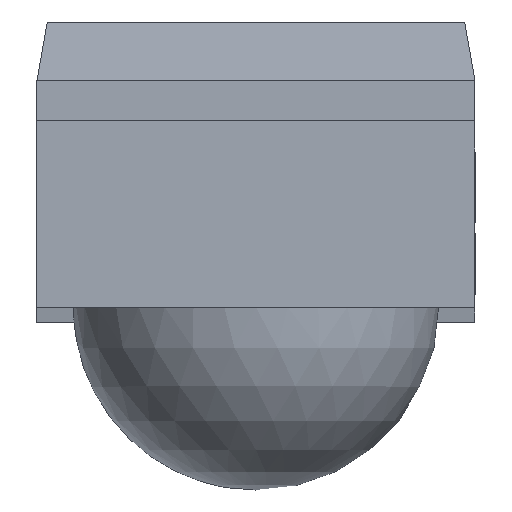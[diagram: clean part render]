
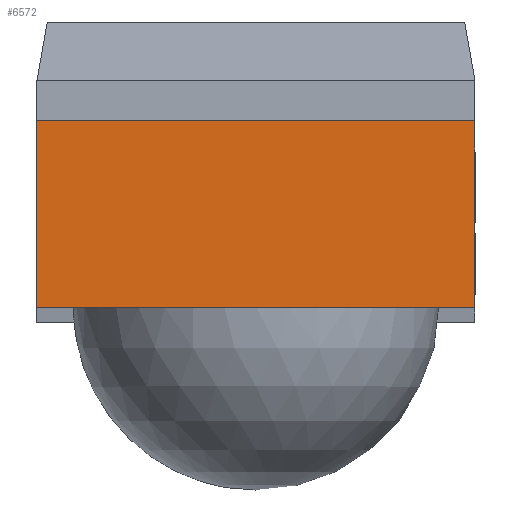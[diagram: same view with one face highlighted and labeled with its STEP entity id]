
A CAD part, top view. The second image highlights one B-rep face of the part: STEP entity #6572.
In plain terms, the highlighted planar face has unit normal (0, 0, 1).
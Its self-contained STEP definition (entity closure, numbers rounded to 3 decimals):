
#224 = DIRECTION ( 'NONE',  ( 0., 1., 0. ) ) ;
#696 = VECTOR ( 'NONE', #224, 1000. ) ;
#745 = ORIENTED_EDGE ( 'NONE', *, *, #3408, .T. ) ;
#1422 = VERTEX_POINT ( 'NONE', #2400 ) ;
#2400 = CARTESIAN_POINT ( 'NONE',  ( 3., -2.55, 3.475 ) ) ;
#2729 = VECTOR ( 'NONE', #2890, 1000. ) ;
#2890 = DIRECTION ( 'NONE',  ( 1., 0., 0. ) ) ;
#3408 = EDGE_CURVE ( 'NONE', #1422, #10269, #14486, .T. ) ;
#3708 = EDGE_CURVE ( 'NONE', #16747, #14423, #23573, .T. ) ;
#3852 = EDGE_CURVE ( 'NONE', #16747, #1422, #12544, .T. ) ;
#5111 = DIRECTION ( 'NONE',  ( 1., 0., 0. ) ) ;
#6572 = ADVANCED_FACE ( 'NONE', ( #22456 ), #20395, .T. ) ;
#6960 = DIRECTION ( 'NONE',  ( 1., 0., 0. ) ) ;
#9993 = CARTESIAN_POINT ( 'NONE',  ( -3., -2.55, 3.475 ) ) ;
#10269 = VERTEX_POINT ( 'NONE', #15588 ) ;
#10326 = VECTOR ( 'NONE', #6960, 1000. ) ;
#10523 = CARTESIAN_POINT ( 'NONE',  ( 3., -2.55, 3.475 ) ) ;
#11382 = ORIENTED_EDGE ( 'NONE', *, *, #3852, .T. ) ;
#12544 = LINE ( 'NONE', #20477, #2729 ) ;
#14113 = AXIS2_PLACEMENT_3D ( 'NONE', #22687, #22806, #5111 ) ;
#14423 = VERTEX_POINT ( 'NONE', #17077 ) ;
#14486 = LINE ( 'NONE', #10523, #24016 ) ;
#15588 = CARTESIAN_POINT ( 'NONE',  ( 3., 0., 3.475 ) ) ;
#16747 = VERTEX_POINT ( 'NONE', #18854 ) ;
#17077 = CARTESIAN_POINT ( 'NONE',  ( -3., 0., 3.475 ) ) ;
#18673 = DIRECTION ( 'NONE',  ( 0., 1., 0. ) ) ;
#18854 = CARTESIAN_POINT ( 'NONE',  ( -3., -2.55, 3.475 ) ) ;
#19768 = ORIENTED_EDGE ( 'NONE', *, *, #3708, .F. ) ;
#20395 = PLANE ( 'NONE',  #14113 ) ;
#20477 = CARTESIAN_POINT ( 'NONE',  ( -3., -2.55, 3.475 ) ) ;
#21759 = EDGE_CURVE ( 'NONE', #14423, #10269, #24753, .T. ) ;
#22097 = ORIENTED_EDGE ( 'NONE', *, *, #21759, .F. ) ;
#22456 = FACE_OUTER_BOUND ( 'NONE', #24483, .T. ) ;
#22687 = CARTESIAN_POINT ( 'NONE',  ( -3., -2.55, 3.475 ) ) ;
#22698 = CARTESIAN_POINT ( 'NONE',  ( -3., 0., 3.475 ) ) ;
#22806 = DIRECTION ( 'NONE',  ( 0., 0., 1. ) ) ;
#23573 = LINE ( 'NONE', #9993, #696 ) ;
#24016 = VECTOR ( 'NONE', #18673, 1000. ) ;
#24483 = EDGE_LOOP ( 'NONE', ( #22097, #19768, #11382, #745 ) ) ;
#24753 = LINE ( 'NONE', #22698, #10326 ) ;
